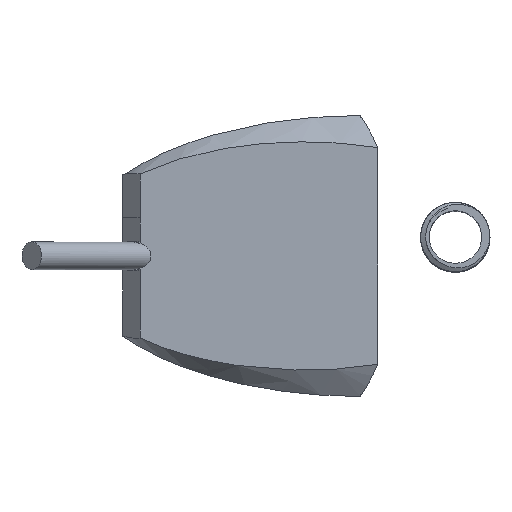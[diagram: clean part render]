
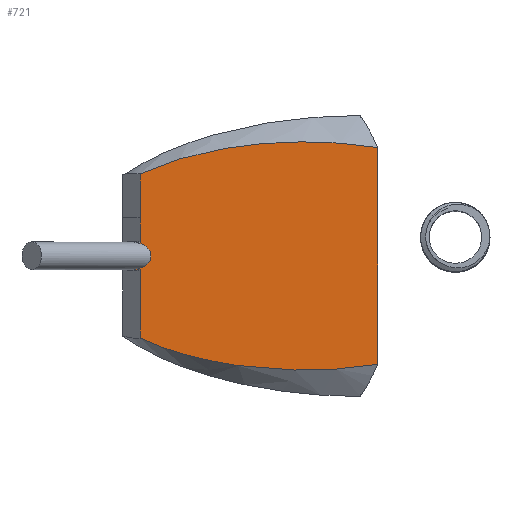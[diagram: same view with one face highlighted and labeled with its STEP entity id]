
A CAD part, top view. The second image highlights one B-rep face of the part: STEP entity #721.
In plain terms, the highlighted planar face has unit normal (0, 0, 1).
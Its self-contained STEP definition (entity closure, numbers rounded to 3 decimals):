
#96=FACE_BOUND('',#222,.T.);
#101=ELLIPSE('',#783,5.869,4.15);
#102=ELLIPSE('',#784,67.344,32.587);
#103=ELLIPSE('',#785,67.344,32.587);
#104=ELLIPSE('',#786,5.586,3.95);
#105=ELLIPSE('',#787,5.586,3.95);
#111=LINE('',#1043,#146);
#112=LINE('',#1045,#147);
#113=LINE('',#1049,#148);
#114=LINE('',#1053,#149);
#115=LINE('',#1056,#150);
#116=LINE('',#1059,#151);
#146=VECTOR('',#865,10.);
#147=VECTOR('',#866,10.);
#148=VECTOR('',#869,10.);
#149=VECTOR('',#872,10.);
#150=VECTOR('',#875,10.);
#151=VECTOR('',#876,10.);
#178=FACE_OUTER_BOUND('',#221,.T.);
#221=EDGE_LOOP('',(#486,#487,#488,#489,#490,#491,#492,#493));
#222=EDGE_LOOP('',(#494,#495,#496));
#296=VERTEX_POINT('',#1041);
#297=VERTEX_POINT('',#1042);
#298=VERTEX_POINT('',#1044);
#299=VERTEX_POINT('',#1046);
#300=VERTEX_POINT('',#1048);
#301=VERTEX_POINT('',#1050);
#302=VERTEX_POINT('',#1052);
#303=VERTEX_POINT('',#1054);
#304=VERTEX_POINT('',#1057);
#305=VERTEX_POINT('',#1058);
#306=VERTEX_POINT('',#1060);
#372=EDGE_CURVE('',#296,#297,#111,.T.);
#373=EDGE_CURVE('',#297,#298,#112,.T.);
#374=EDGE_CURVE('',#298,#299,#101,.T.);
#375=EDGE_CURVE('',#299,#300,#113,.T.);
#376=EDGE_CURVE('',#300,#301,#102,.T.);
#377=EDGE_CURVE('',#301,#302,#114,.T.);
#378=EDGE_CURVE('',#302,#303,#103,.T.);
#379=EDGE_CURVE('',#303,#296,#115,.T.);
#380=EDGE_CURVE('',#304,#305,#116,.T.);
#381=EDGE_CURVE('',#306,#304,#104,.T.);
#382=EDGE_CURVE('',#305,#306,#105,.T.);
#486=ORIENTED_EDGE('',*,*,#372,.T.);
#487=ORIENTED_EDGE('',*,*,#373,.T.);
#488=ORIENTED_EDGE('',*,*,#374,.T.);
#489=ORIENTED_EDGE('',*,*,#375,.T.);
#490=ORIENTED_EDGE('',*,*,#376,.T.);
#491=ORIENTED_EDGE('',*,*,#377,.T.);
#492=ORIENTED_EDGE('',*,*,#378,.T.);
#493=ORIENTED_EDGE('',*,*,#379,.T.);
#494=ORIENTED_EDGE('',*,*,#380,.F.);
#495=ORIENTED_EDGE('',*,*,#381,.F.);
#496=ORIENTED_EDGE('',*,*,#382,.F.);
#708=PLANE('',#782);
#721=ADVANCED_FACE('',(#178,#96),#708,.F.);
#782=AXIS2_PLACEMENT_3D('',#1040,#863,#864);
#783=AXIS2_PLACEMENT_3D('',#1047,#867,#868);
#784=AXIS2_PLACEMENT_3D('',#1051,#870,#871);
#785=AXIS2_PLACEMENT_3D('',#1055,#873,#874);
#786=AXIS2_PLACEMENT_3D('',#1061,#877,#878);
#787=AXIS2_PLACEMENT_3D('',#1062,#879,#880);
#863=DIRECTION('center_axis',(0.,0.,
-1.));
#864=DIRECTION('ref_axis',(1.,0.,0.));
#865=DIRECTION('',(-1.,0.,0.));
#866=DIRECTION('',(0.,-1.,0.));
#867=DIRECTION('center_axis',(0.,0.,
1.));
#868=DIRECTION('ref_axis',(1.,0.,0.));
#869=DIRECTION('',(0.,-1.,0.));
#870=DIRECTION('center_axis',(0.,0.,
1.));
#871=DIRECTION('ref_axis',(1.,0.,0.));
#872=DIRECTION('',(0.,1.,0.));
#873=DIRECTION('center_axis',(0.,0.,
1.));
#874=DIRECTION('ref_axis',(1.,0.,0.));
#875=DIRECTION('',(0.,-1.,0.));
#876=DIRECTION('',(0.,1.,0.));
#877=DIRECTION('center_axis',(0.,0.,
1.));
#878=DIRECTION('ref_axis',(1.,0.,0.));
#879=DIRECTION('center_axis',(0.,0.,
1.));
#880=DIRECTION('ref_axis',(1.,0.,0.));
#1040=CARTESIAN_POINT('Origin',(64.953,-5.235,5.));
#1041=CARTESIAN_POINT('',(5.,5.656,5.));
#1042=CARTESIAN_POINT('',(5.,5.656,5.));
#1043=CARTESIAN_POINT('',(19.856,5.656,5.));
#1044=CARTESIAN_POINT('',(5.,-1.425,5.));
#1045=CARTESIAN_POINT('',(5.,-5.235,5.));
#1046=CARTESIAN_POINT('',(5.,-9.045,5.));
#1047=CARTESIAN_POINT('Origin',(2.674,-5.235,5.));
#1048=CARTESIAN_POINT('',(5.,-28.677,5.));
#1049=CARTESIAN_POINT('',(5.,-5.235,5.));
#1050=CARTESIAN_POINT('',(72.882,-36.181,5.));
#1051=CARTESIAN_POINT('Origin',(51.779,-5.235,5.));
#1052=CARTESIAN_POINT('',(72.882,25.711,5.));
#1053=CARTESIAN_POINT('',(72.882,-5.235,5.));
#1054=CARTESIAN_POINT('',(5.,18.208,5.));
#1055=CARTESIAN_POINT('Origin',(51.779,-5.235,5.));
#1056=CARTESIAN_POINT('',(5.,3.738,5.));
#1057=CARTESIAN_POINT('',(7.861,-6.43,5.));
#1058=CARTESIAN_POINT('',(7.861,-4.04,5.));
#1059=CARTESIAN_POINT('',(7.861,-5.235,5.));
#1060=CARTESIAN_POINT('',(-3.049,-5.235,5.));
#1061=CARTESIAN_POINT('Origin',(2.537,-5.235,5.));
#1062=CARTESIAN_POINT('Origin',(2.537,-5.235,5.));
